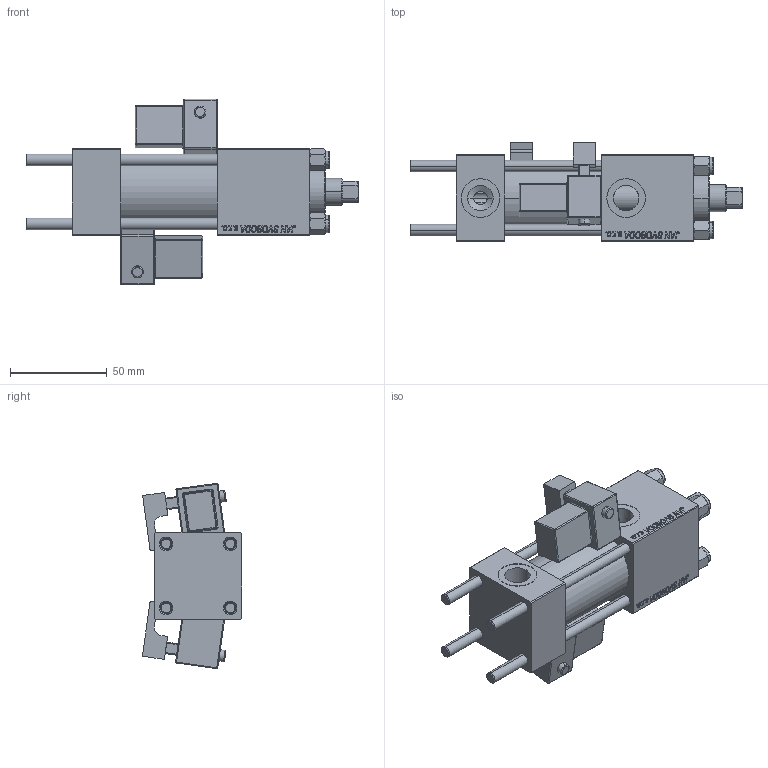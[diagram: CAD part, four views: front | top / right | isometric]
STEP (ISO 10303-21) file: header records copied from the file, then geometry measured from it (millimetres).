
FILE_DESCRIPTION (( 'STEP AP203' ), '1' );
FILE_NAME ('0cca.STEP', '2023-08-26T15:59:15', ( '' ), ( '' ), 'SwSTEP 2.0', 'SolidWorks 2019', '' );
FILE_SCHEMA (( 'CONFIG_CONTROL_DESIGN' ));
Length unit declared in the file: millimetre
Products named in the file (7): 0cca; NUT_M5 19922232527040f6b52a66a7375fe973; V215CR_BODY_A 19922232527040f6b52a66a7375fe973; V215_VC_A 19922232527040f6b52a66a7375fe973; V215CR_MSU 19922232527040f6b52a66a7375fe973; V215CR_VCP 19922232527040f6b52a66a7375fe973; CR025_012_A_0_G_A_G_M_020_+#_##_TYCINKA 19922232527040f6b52a66a7375fe973
Assembly tree (13 placements, depth 2):
  0cca
    V215CR_BODY_A 19922232527040f6b52a66a7375fe973
    CR025_012_A_0_G_A_G_M_020_+#_##_TYCINKA 19922232527040f6b52a66a7375fe973  x4
    NUT_M5 19922232527040f6b52a66a7375fe973  x4
    V215CR_VCP 19922232527040f6b52a66a7375fe973
    V215_VC_A 19922232527040f6b52a66a7375fe973
    V215CR_MSU 19922232527040f6b52a66a7375fe973  x2
Bounding box: 172 x 51.41 x 96.03 mm (x, y, z)
Volume: 238969.2 mm3; surface area: 84824 mm2
Topology: 13 solids, 13 shells, 1291 faces, 3225 edges, 2051 vertices
Faces by surface type: plane 581, bspline 392, cylinder 138, cone 136, sphere 24, torus 20
Entity records: 52165 total; most frequent: CARTESIAN_POINT 27414, ORIENTED_EDGE 5548, DIRECTION 3636, EDGE_CURVE 2774, VERTEX_POINT 1807, LINE 1690, VECTOR 1690, EDGE_LOOP 1223
